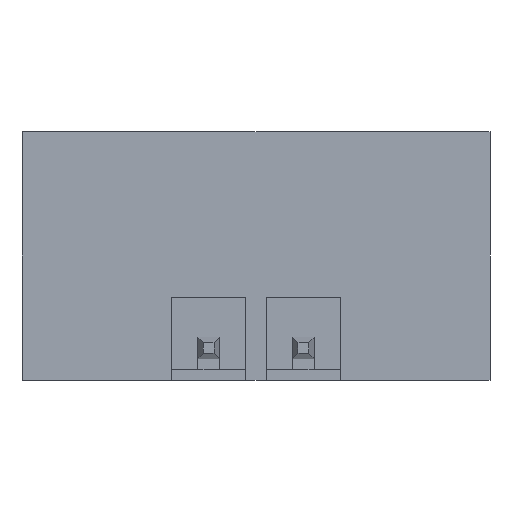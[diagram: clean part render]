
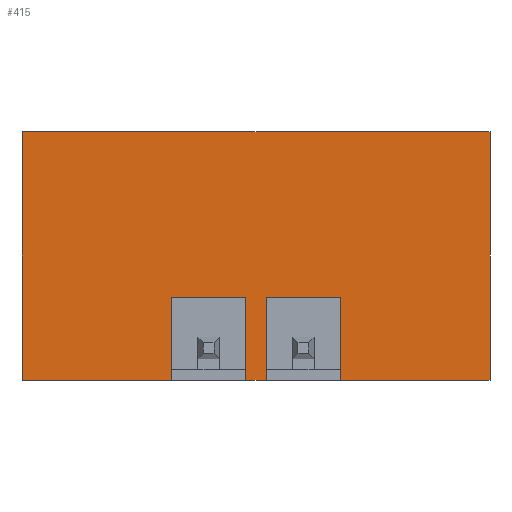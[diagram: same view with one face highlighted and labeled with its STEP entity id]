
A CAD part, front view. The second image highlights one B-rep face of the part: STEP entity #415.
In plain terms, the highlighted planar face has unit normal (0, -1, 0).
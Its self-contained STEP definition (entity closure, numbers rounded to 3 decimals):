
#415 = ADVANCED_FACE( '', ( #835 ), #836, .F. );
#835 = FACE_OUTER_BOUND( '', #1280, .T. );
#836 = PLANE( '', #1281 );
#1280 = EDGE_LOOP( '', ( #2253, #2254, #2255, #2256, #2257, #2258, #2259, #2260, #2261, #2262, #2263, #2264 ) );
#1281 = AXIS2_PLACEMENT_3D( '', #2265, #2266, #2267 );
#2253 = ORIENTED_EDGE( '', *, *, #2943, .F. );
#2254 = ORIENTED_EDGE( '', *, *, #3006, .T. );
#2255 = ORIENTED_EDGE( '', *, *, #3090, .F. );
#2256 = ORIENTED_EDGE( '', *, *, #3057, .F. );
#2257 = ORIENTED_EDGE( '', *, *, #3091, .F. );
#2258 = ORIENTED_EDGE( '', *, *, #3092, .T. );
#2259 = ORIENTED_EDGE( '', *, *, #3093, .F. );
#2260 = ORIENTED_EDGE( '', *, *, #2934, .F. );
#2261 = ORIENTED_EDGE( '', *, *, #2726, .T. );
#2262 = ORIENTED_EDGE( '', *, *, #2981, .T. );
#2263 = ORIENTED_EDGE( '', *, *, #3094, .F. );
#2264 = ORIENTED_EDGE( '', *, *, #2689, .F. );
#2265 = CARTESIAN_POINT( '', ( 8.65, -3.6, 4.6 ) );
#2266 = DIRECTION( '', ( 0., 1., 0. ) );
#2267 = DIRECTION( '', ( 0., 0., 1. ) );
#2689 = EDGE_CURVE( '', #3179, #3181, #3182, .T. );
#2726 = EDGE_CURVE( '', #3249, #3247, #3250, .T. );
#2934 = EDGE_CURVE( '', #3249, #3593, #3594, .T. );
#2943 = EDGE_CURVE( '', #3605, #3179, #3607, .F. );
#2981 = EDGE_CURVE( '', #3247, #3660, #3662, .T. );
#3006 = EDGE_CURVE( '', #3605, #3697, #3698, .T. );
#3057 = EDGE_CURVE( '', #3761, #3763, #3764, .T. );
#3090 = EDGE_CURVE( '', #3763, #3697, #3807, .T. );
#3091 = EDGE_CURVE( '', #3808, #3761, #3809, .F. );
#3092 = EDGE_CURVE( '', #3808, #3810, #3811, .T. );
#3093 = EDGE_CURVE( '', #3593, #3810, #3812, .T. );
#3094 = EDGE_CURVE( '', #3181, #3660, #3813, .T. );
#3179 = VERTEX_POINT( '', #3905 );
#3181 = VERTEX_POINT( '', #3908 );
#3182 = LINE( '', #3909, #3910 );
#3247 = VERTEX_POINT( '', #4004 );
#3249 = VERTEX_POINT( '', #4007 );
#3250 = LINE( '', #4008, #4009 );
#3593 = VERTEX_POINT( '', #4647 );
#3594 = LINE( '', #4648, #4649 );
#3605 = VERTEX_POINT( '', #4685 );
#3607 = LINE( '', #4688, #4689 );
#3660 = VERTEX_POINT( '', #4766 );
#3662 = LINE( '', #4769, #4770 );
#3697 = VERTEX_POINT( '', #4822 );
#3698 = LINE( '', #4823, #4824 );
#3761 = VERTEX_POINT( '', #4924 );
#3763 = VERTEX_POINT( '', #4927 );
#3764 = LINE( '', #4928, #4929 );
#3807 = LINE( '', #5010, #5011 );
#3808 = VERTEX_POINT( '', #5012 );
#3809 = LINE( '', #5013, #5014 );
#3810 = VERTEX_POINT( '', #5015 );
#3811 = LINE( '', #5016, #5017 );
#3812 = LINE( '', #5018, #5019 );
#3813 = LINE( '', #5020, #5021 );
#3905 = CARTESIAN_POINT( '', ( -3.125, -3.6, -1.55 ) );
#3908 = CARTESIAN_POINT( '', ( -3.125, -3.6, -4.6 ) );
#3909 = CARTESIAN_POINT( '', ( -3.125, -3.6, -1.55 ) );
#3910 = VECTOR( '', #5200, 1000. );
#4004 = CARTESIAN_POINT( '', ( -8.65, -3.6, 4.6 ) );
#4007 = CARTESIAN_POINT( '', ( 8.65, -3.6, 4.6 ) );
#4008 = CARTESIAN_POINT( '', ( 8.65, -3.6, 4.6 ) );
#4009 = VECTOR( '', #5237, 1000. );
#4647 = CARTESIAN_POINT( '', ( 8.65, -3.6, -4.6 ) );
#4648 = CARTESIAN_POINT( '', ( 8.65, -3.6, 4.6 ) );
#4649 = VECTOR( '', #5416, 1000. );
#4685 = CARTESIAN_POINT( '', ( -0.375, -3.6, -1.55 ) );
#4688 = CARTESIAN_POINT( '', ( -3.125, -3.6, -1.55 ) );
#4689 = VECTOR( '', #5422, 1000. );
#4766 = CARTESIAN_POINT( '', ( -8.65, -3.6, -4.6 ) );
#4769 = CARTESIAN_POINT( '', ( -8.65, -3.6, 4.6 ) );
#4770 = VECTOR( '', #5457, 1000. );
#4822 = CARTESIAN_POINT( '', ( -0.375, -3.6, -4.6 ) );
#4823 = CARTESIAN_POINT( '', ( -0.375, -3.6, -1.55 ) );
#4824 = VECTOR( '', #5475, 1000. );
#4924 = CARTESIAN_POINT( '', ( 0.375, -3.6, -1.55 ) );
#4927 = CARTESIAN_POINT( '', ( 0.375, -3.6, -4.6 ) );
#4928 = CARTESIAN_POINT( '', ( 0.375, -3.6, -1.55 ) );
#4929 = VECTOR( '', #5514, 1000. );
#5010 = CARTESIAN_POINT( '', ( 8.65, -3.6, -4.6 ) );
#5011 = VECTOR( '', #5538, 1000. );
#5012 = CARTESIAN_POINT( '', ( 3.125, -3.6, -1.55 ) );
#5013 = CARTESIAN_POINT( '', ( 0.375, -3.6, -1.55 ) );
#5014 = VECTOR( '', #5539, 1000. );
#5015 = CARTESIAN_POINT( '', ( 3.125, -3.6, -4.6 ) );
#5016 = CARTESIAN_POINT( '', ( 3.125, -3.6, -1.55 ) );
#5017 = VECTOR( '', #5540, 1000. );
#5018 = CARTESIAN_POINT( '', ( 8.65, -3.6, -4.6 ) );
#5019 = VECTOR( '', #5541, 1000. );
#5020 = CARTESIAN_POINT( '', ( 8.65, -3.6, -4.6 ) );
#5021 = VECTOR( '', #5542, 1000. );
#5200 = DIRECTION( '', ( 0., 0., -1. ) );
#5237 = DIRECTION( '', ( -1., 0., 0. ) );
#5416 = DIRECTION( '', ( 0., 0., -1. ) );
#5422 = DIRECTION( '', ( 1., 0., 0. ) );
#5457 = DIRECTION( '', ( 0., 0., -1. ) );
#5475 = DIRECTION( '', ( 0., 0., -1. ) );
#5514 = DIRECTION( '', ( 0., 0., -1. ) );
#5538 = DIRECTION( '', ( -1., 0., 0. ) );
#5539 = DIRECTION( '', ( 1., 0., 0. ) );
#5540 = DIRECTION( '', ( 0., 0., -1. ) );
#5541 = DIRECTION( '', ( -1., 0., 0. ) );
#5542 = DIRECTION( '', ( -1., 0., 0. ) );
